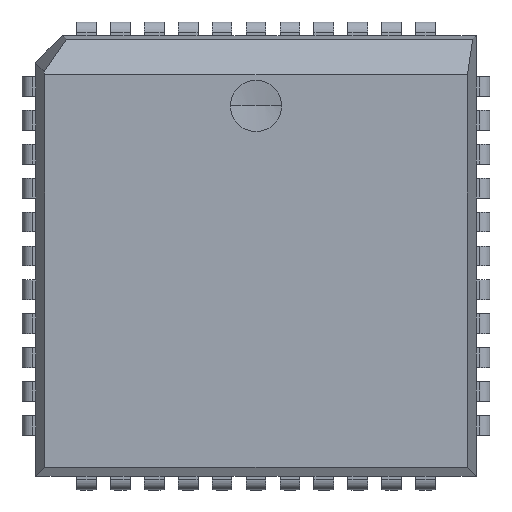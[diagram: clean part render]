
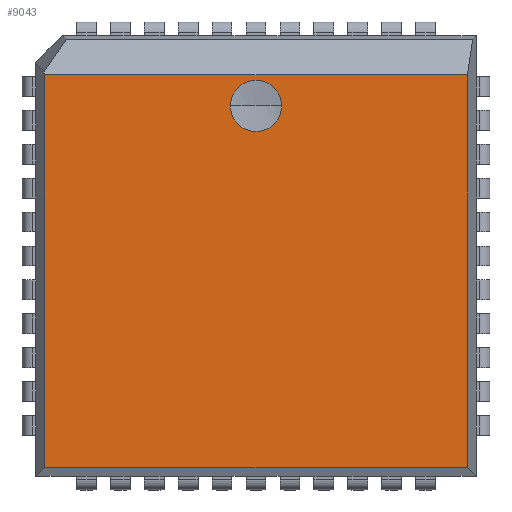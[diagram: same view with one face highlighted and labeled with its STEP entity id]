
A CAD part, top view. The second image highlights one B-rep face of the part: STEP entity #9043.
In plain terms, the highlighted planar face has unit normal (0, 0, 1).
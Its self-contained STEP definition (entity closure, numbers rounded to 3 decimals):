
#3741 = CARTESIAN_POINT ( 'NONE',  ( 7.92, -7.92, 4.57 ) ) ;
#3961 = EDGE_CURVE ( 'NONE', #33046, #25143, #4416, .T. ) ;
#4416 = LINE ( 'NONE', #9719, #24011 ) ;
#4827 = CARTESIAN_POINT ( 'NONE',  ( -0.962, 5.62, 4.57 ) ) ;
#5105 = VERTEX_POINT ( 'NONE', #13466 ) ;
#5828 = FACE_OUTER_BOUND ( 'NONE', #30648, .T. ) ;
#5876 = CIRCLE ( 'NONE', #11824, 0.962 ) ;
#6685 = VECTOR ( 'NONE', #8814, 1000. ) ;
#8145 = LINE ( 'NONE', #27157, #14951 ) ;
#8359 = CARTESIAN_POINT ( 'NONE',  ( -7.92, 6.78, 4.57 ) ) ;
#8638 = ORIENTED_EDGE ( 'NONE', *, *, #21062, .T. ) ;
#8722 = VERTEX_POINT ( 'NONE', #24720 ) ;
#8814 = DIRECTION ( 'NONE',  ( 0., -1., 0. ) ) ;
#9043 = ADVANCED_FACE ( 'NONE', ( #12661, #5828 ), #18122, .F. ) ;
#9071 = AXIS2_PLACEMENT_3D ( 'NONE', #29956, #14668, #32531 ) ;
#9719 = CARTESIAN_POINT ( 'NONE',  ( 0., 6.78, 4.57 ) ) ;
#10502 = CARTESIAN_POINT ( 'NONE',  ( 0., 0., 4.57 ) ) ;
#11466 = EDGE_CURVE ( 'NONE', #26734, #33046, #8145, .T. ) ;
#11824 = AXIS2_PLACEMENT_3D ( 'NONE', #12828, #30720, #15438 ) ;
#12317 = ORIENTED_EDGE ( 'NONE', *, *, #24667, .T. ) ;
#12661 = FACE_BOUND ( 'NONE', #28075, .T. ) ;
#12828 = CARTESIAN_POINT ( 'NONE',  ( 0., 5.62, 4.57 ) ) ;
#13083 = DIRECTION ( 'NONE',  ( -1., 0., 0. ) ) ;
#13466 = CARTESIAN_POINT ( 'NONE',  ( 0.962, 5.62, 4.57 ) ) ;
#14668 = DIRECTION ( 'NONE',  ( 0., 0., 1. ) ) ;
#14951 = VECTOR ( 'NONE', #29726, 1000. ) ;
#15438 = DIRECTION ( 'NONE',  ( 1., 0., 0. ) ) ;
#16703 = AXIS2_PLACEMENT_3D ( 'NONE', #10502, #28401, #13083 ) ;
#18122 = PLANE ( 'NONE',  #16703 ) ;
#19572 = LINE ( 'NONE', #28837, #32385 ) ;
#20293 = LINE ( 'NONE', #24133, #6685 ) ;
#21062 = EDGE_CURVE ( 'NONE', #25143, #8722, #20293, .T. ) ;
#22480 = ORIENTED_EDGE ( 'NONE', *, *, #29850, .F. ) ;
#22745 = ORIENTED_EDGE ( 'NONE', *, *, #30062, .F. ) ;
#23121 = CIRCLE ( 'NONE', #9071, 0.962 ) ;
#23892 = ORIENTED_EDGE ( 'NONE', *, *, #11466, .T. ) ;
#24011 = VECTOR ( 'NONE', #27605, 1000. ) ;
#24040 = ORIENTED_EDGE ( 'NONE', *, *, #3961, .T. ) ;
#24133 = CARTESIAN_POINT ( 'NONE',  ( -7.92, 0., 4.57 ) ) ;
#24667 = EDGE_CURVE ( 'NONE', #8722, #26734, #19572, .T. ) ;
#24720 = CARTESIAN_POINT ( 'NONE',  ( -7.92, -7.92, 4.57 ) ) ;
#25143 = VERTEX_POINT ( 'NONE', #8359 ) ;
#26238 = DIRECTION ( 'NONE',  ( 1., 0., 0. ) ) ;
#26734 = VERTEX_POINT ( 'NONE', #3741 ) ;
#27157 = CARTESIAN_POINT ( 'NONE',  ( 7.92, 0., 4.57 ) ) ;
#27605 = DIRECTION ( 'NONE',  ( -1., 0., 0. ) ) ;
#28075 = EDGE_LOOP ( 'NONE', ( #22745, #22480 ) ) ;
#28401 = DIRECTION ( 'NONE',  ( 0., 0., -1. ) ) ;
#28837 = CARTESIAN_POINT ( 'NONE',  ( 0., -7.92, 4.57 ) ) ;
#29726 = DIRECTION ( 'NONE',  ( 0., 1., 0. ) ) ;
#29850 = EDGE_CURVE ( 'NONE', #32831, #5105, #23121, .T. ) ;
#29956 = CARTESIAN_POINT ( 'NONE',  ( 0., 5.62, 4.57 ) ) ;
#30062 = EDGE_CURVE ( 'NONE', #5105, #32831, #5876, .T. ) ;
#30648 = EDGE_LOOP ( 'NONE', ( #23892, #24040, #8638, #12317 ) ) ;
#30720 = DIRECTION ( 'NONE',  ( 0., 0., 1. ) ) ;
#31409 = CARTESIAN_POINT ( 'NONE',  ( 7.92, 6.78, 4.57 ) ) ;
#32385 = VECTOR ( 'NONE', #26238, 1000. ) ;
#32531 = DIRECTION ( 'NONE',  ( 1., 0., 0. ) ) ;
#32831 = VERTEX_POINT ( 'NONE', #4827 ) ;
#33046 = VERTEX_POINT ( 'NONE', #31409 ) ;
